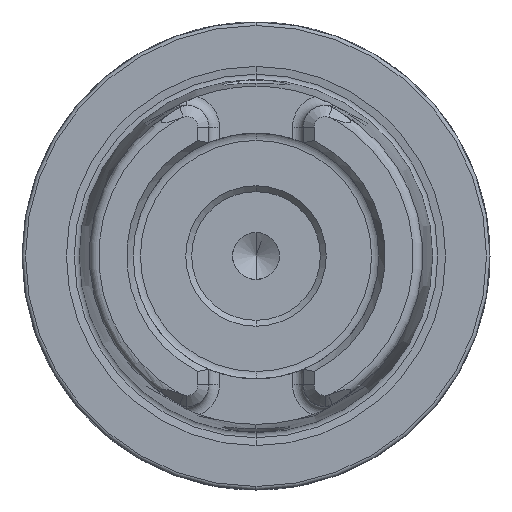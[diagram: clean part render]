
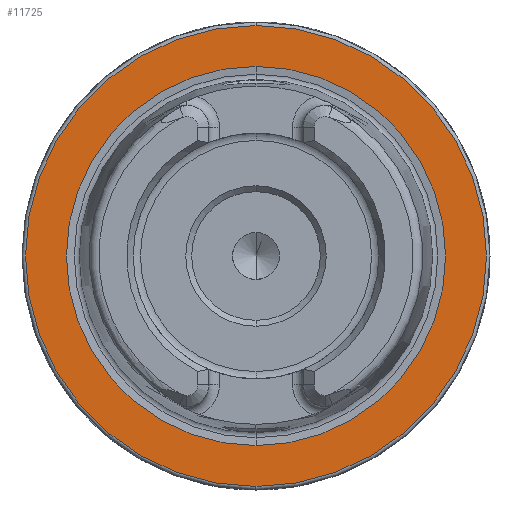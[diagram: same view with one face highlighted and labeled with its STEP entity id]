
A CAD part, left-side view. The second image highlights one B-rep face of the part: STEP entity #11725.
In plain terms, the highlighted planar face has unit normal (-1, 0, 0).
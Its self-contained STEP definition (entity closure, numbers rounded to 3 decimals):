
#50 = DIRECTION ( 'NONE',  ( 0., 0., 1. ) ) ;
#55 = DIRECTION ( 'NONE',  ( -1., 0., 0. ) ) ;
#59 = CARTESIAN_POINT ( 'NONE',  ( 0., 0., 0. ) ) ;
#77 = DIRECTION ( 'NONE',  ( 0., 0., 1. ) ) ;
#78 = DIRECTION ( 'NONE',  ( -1., 0., 0. ) ) ;
#79 = CARTESIAN_POINT ( 'NONE',  ( 0., 0., 0. ) ) ;
#273 = ORIENTED_EDGE ( 'NONE', *, *, #4329, .T. ) ;
#308 = ORIENTED_EDGE ( 'NONE', *, *, #3280, .T. ) ;
#313 = ORIENTED_EDGE ( 'NONE', *, *, #4328, .F. ) ;
#314 = ORIENTED_EDGE ( 'NONE', *, *, #3284, .F. ) ;
#2332 = CARTESIAN_POINT ( 'NONE',  ( 0., 19.7, 0. ) ) ;
#2338 = PLANE ( 'NONE',  #11251 ) ;
#2340 = DIRECTION ( 'NONE',  ( 1., 0., 0. ) ) ;
#2341 = DIRECTION ( 'NONE',  ( 0., 0., -1. ) ) ;
#2694 = VERTEX_POINT ( 'NONE', #11871 ) ;
#2757 = CIRCLE ( 'NONE', #7670, 19.7 ) ;
#2761 = CIRCLE ( 'NONE', #7673, 16.207 ) ;
#3280 = EDGE_CURVE ( 'NONE', #3673, #2694, #2757, .T. ) ;
#3284 = EDGE_CURVE ( 'NONE', #3647, #3663, #2761, .T. ) ;
#3647 = VERTEX_POINT ( 'NONE', #7084 ) ;
#3663 = VERTEX_POINT ( 'NONE', #7065 ) ;
#3673 = VERTEX_POINT ( 'NONE', #7051 ) ;
#4015 = EDGE_LOOP ( 'NONE', ( #308, #273 ) ) ;
#4017 = EDGE_LOOP ( 'NONE', ( #313, #314 ) ) ;
#4328 = EDGE_CURVE ( 'NONE', #3663, #3647, #10347, .T. ) ;
#4329 = EDGE_CURVE ( 'NONE', #2694, #3673, #10348, .T. ) ;
#4757 = FACE_BOUND ( 'NONE', #4017, .T. ) ;
#4760 = FACE_OUTER_BOUND ( 'NONE', #4015, .T. ) ;
#6201 = AXIS2_PLACEMENT_3D ( 'NONE', #7384, #7385, #7386 ) ;
#6202 = AXIS2_PLACEMENT_3D ( 'NONE', #7389, #7390, #7391 ) ;
#7051 = CARTESIAN_POINT ( 'NONE',  ( 0., 0., 19.7 ) ) ;
#7065 = CARTESIAN_POINT ( 'NONE',  ( 0., 0., 16.207 ) ) ;
#7084 = CARTESIAN_POINT ( 'NONE',  ( 0., 0., -16.207 ) ) ;
#7384 = CARTESIAN_POINT ( 'NONE',  ( 0., 0., 0. ) ) ;
#7385 = DIRECTION ( 'NONE',  ( -1., 0., 0. ) ) ;
#7386 = DIRECTION ( 'NONE',  ( 0., 0., 1. ) ) ;
#7389 = CARTESIAN_POINT ( 'NONE',  ( 0., 0., 0. ) ) ;
#7390 = DIRECTION ( 'NONE',  ( -1., 0., 0. ) ) ;
#7391 = DIRECTION ( 'NONE',  ( 0., 0., 1. ) ) ;
#7670 = AXIS2_PLACEMENT_3D ( 'NONE', #59, #55, #50 ) ;
#7673 = AXIS2_PLACEMENT_3D ( 'NONE', #79, #78, #77 ) ;
#10347 = CIRCLE ( 'NONE', #6201, 16.207 ) ;
#10348 = CIRCLE ( 'NONE', #6202, 19.7 ) ;
#11251 = AXIS2_PLACEMENT_3D ( 'NONE', #2332, #2340, #2341 ) ;
#11725 = ADVANCED_FACE ( 'NONE', ( #4757, #4760 ), #2338, .F. ) ;
#11871 = CARTESIAN_POINT ( 'NONE',  ( 0., 0., -19.7 ) ) ;
